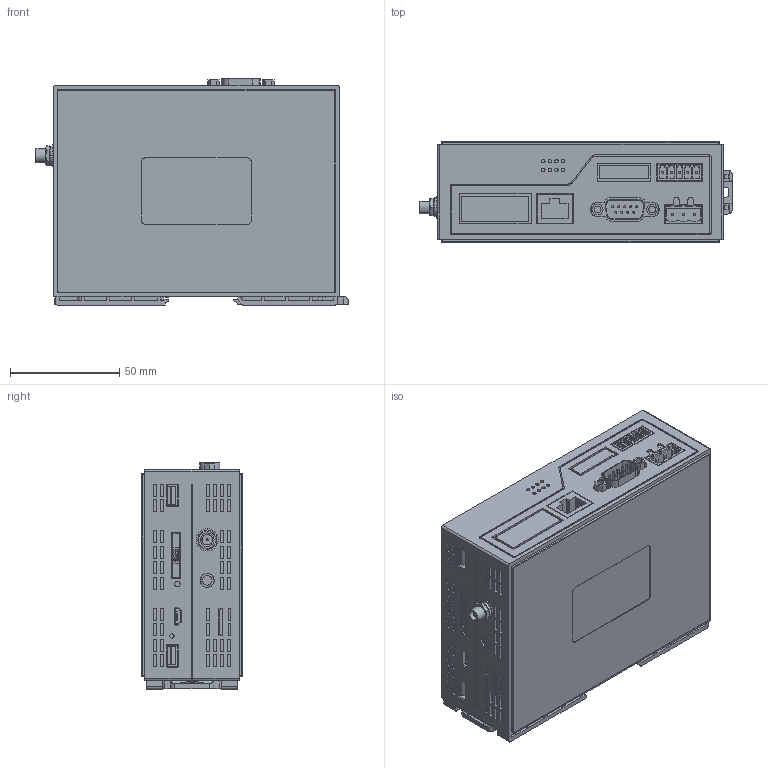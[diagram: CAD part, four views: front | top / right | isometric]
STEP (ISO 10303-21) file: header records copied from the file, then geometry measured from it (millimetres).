
FILE_DESCRIPTION((''),'2;1');
FILE_NAME('V-BOX-H_ASM','2025-05-09T20:06:12',('admin'),(''),'CREO PARAMETRIC BY PTC INC, 2018050','CREO PARAMETRIC BY PTC INC, 2018050','');
FILE_SCHEMA(('CONFIG_CONTROL_DESIGN'));
Length unit declared in the file: millimetre
Products named in the file (3): 0001; NONE; V-BOX-H_ASM
Assembly tree (2 placements, depth 2):
  V-BOX-H_ASM
    0001
    NONE
Bounding box: 142.98 x 46 x 103.6 mm (x, y, z)
Volume: 583827.4 mm3; surface area: 62056.6 mm2
Topology: 2 solids, 27 shells, 2143 faces, 5606 edges, 3669 vertices
Faces by surface type: plane 1723, cylinder 324, cone 44, extrusion 22, bspline 20, torus 8, sphere 2
Entity records: 66744 total; most frequent: CARTESIAN_POINT 13908, ORIENTED_EDGE 11204, DIRECTION 10160, EDGE_CURVE 5602, VECTOR 4742, LINE 4720, VERTEX_POINT 3669, AXIS2_PLACEMENT_3D 2709
